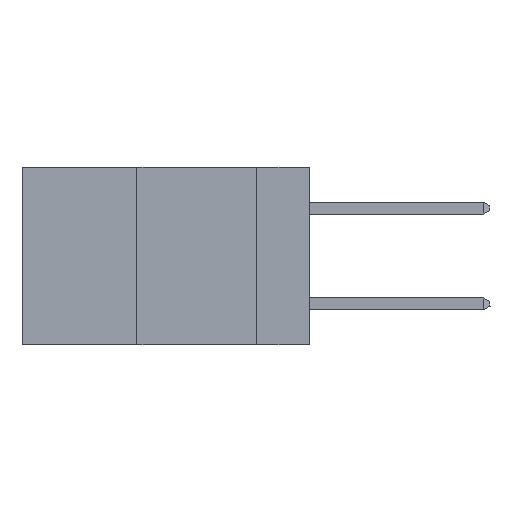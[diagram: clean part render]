
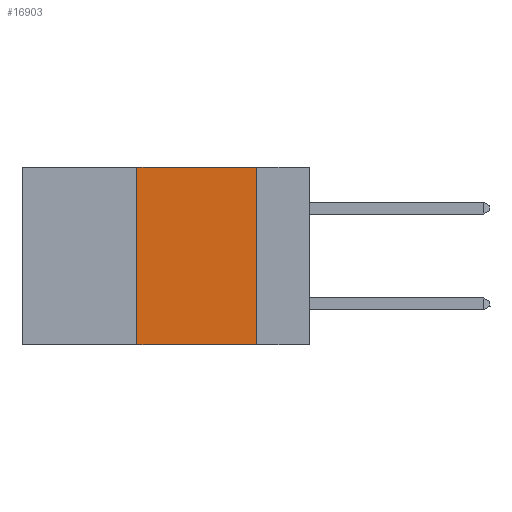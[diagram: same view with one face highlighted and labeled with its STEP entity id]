
A CAD part, left-side view. The second image highlights one B-rep face of the part: STEP entity #16903.
In plain terms, the highlighted planar face has unit normal (-1, 0, 0).
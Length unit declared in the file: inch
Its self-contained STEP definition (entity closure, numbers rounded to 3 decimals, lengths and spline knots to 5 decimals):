
#472 = VECTOR ( 'NONE', #15400, 39.37008 ) ;
#1040 = CARTESIAN_POINT ( 'NONE',  ( 0., 0.6, 0. ) ) ;
#2011 = AXIS2_PLACEMENT_3D ( 'NONE', #7633, #12563, #15790 ) ;
#2773 = ORIENTED_EDGE ( 'NONE', *, *, #12222, .F. ) ;
#2875 = EDGE_CURVE ( 'NONE', #3667, #4555, #4046, .T. ) ;
#2926 = PLANE ( 'NONE',  #2011 ) ;
#3186 = EDGE_LOOP ( 'NONE', ( #2773, #10537, #7146, #8363 ) ) ;
#3508 = VECTOR ( 'NONE', #10634, 39.37008 ) ;
#3591 = DIRECTION ( 'NONE',  ( 0., 0., -1. ) ) ;
#3667 = VERTEX_POINT ( 'NONE', #15756 ) ;
#4046 = LINE ( 'NONE', #1040, #472 ) ;
#4555 = VERTEX_POINT ( 'NONE', #5424 ) ;
#5176 = CARTESIAN_POINT ( 'NONE',  ( 0., 0.6, -0.37 ) ) ;
#5424 = CARTESIAN_POINT ( 'NONE',  ( 0., 0.11, 0. ) ) ;
#5952 = VERTEX_POINT ( 'NONE', #8763 ) ;
#6234 = CARTESIAN_POINT ( 'NONE',  ( 0., 0.36, 0. ) ) ;
#7146 = ORIENTED_EDGE ( 'NONE', *, *, #20908, .F. ) ;
#7633 = CARTESIAN_POINT ( 'NONE',  ( 0., 0.6, 0. ) ) ;
#7739 = FACE_OUTER_BOUND ( 'NONE', #3186, .T. ) ;
#8363 = ORIENTED_EDGE ( 'NONE', *, *, #14194, .T. ) ;
#8763 = CARTESIAN_POINT ( 'NONE',  ( 0., 0.36, -0.37 ) ) ;
#10079 = VERTEX_POINT ( 'NONE', #15093 ) ;
#10228 = CARTESIAN_POINT ( 'NONE',  ( 0., 0.11, 0. ) ) ;
#10537 = ORIENTED_EDGE ( 'NONE', *, *, #2875, .F. ) ;
#10634 = DIRECTION ( 'NONE',  ( 0., 0., 1. ) ) ;
#11513 = VECTOR ( 'NONE', #3591, 39.37008 ) ;
#11943 = LINE ( 'NONE', #10228, #11513 ) ;
#12222 = EDGE_CURVE ( 'NONE', #4555, #10079, #11943, .T. ) ;
#12563 = DIRECTION ( 'NONE',  ( 1., 0., 0. ) ) ;
#14194 = EDGE_CURVE ( 'NONE', #5952, #10079, #15034, .T. ) ;
#15034 = LINE ( 'NONE', #5176, #15695 ) ;
#15093 = CARTESIAN_POINT ( 'NONE',  ( 0., 0.11, -0.37 ) ) ;
#15137 = DIRECTION ( 'NONE',  ( 0., -1., 0. ) ) ;
#15400 = DIRECTION ( 'NONE',  ( 0., -1., 0. ) ) ;
#15695 = VECTOR ( 'NONE', #15137, 39.37008 ) ;
#15756 = CARTESIAN_POINT ( 'NONE',  ( 0., 0.36, 0. ) ) ;
#15790 = DIRECTION ( 'NONE',  ( 0., 0., -1. ) ) ;
#16903 = ADVANCED_FACE ( 'NONE', ( #7739 ), #2926, .F. ) ;
#20908 = EDGE_CURVE ( 'NONE', #5952, #3667, #20937, .T. ) ;
#20937 = LINE ( 'NONE', #6234, #3508 ) ;
